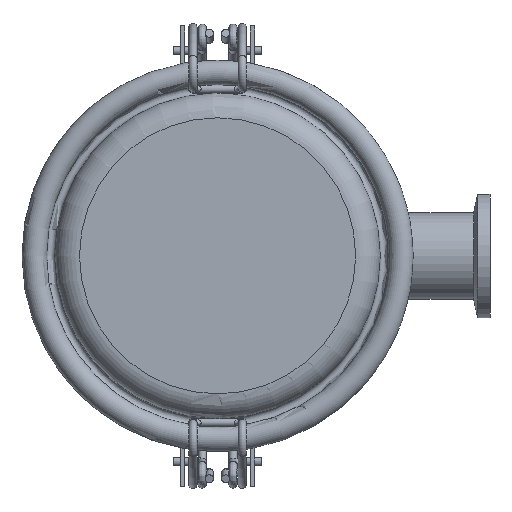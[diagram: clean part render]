
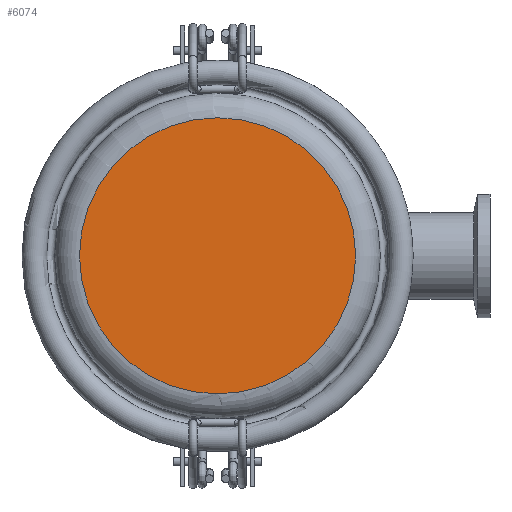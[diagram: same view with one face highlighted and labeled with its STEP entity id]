
A CAD part, top view. The second image highlights one B-rep face of the part: STEP entity #6074.
In plain terms, the highlighted planar face has unit normal (0, 0, 1).
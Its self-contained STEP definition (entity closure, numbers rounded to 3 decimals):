
#2532=CARTESIAN_POINT('',(-33.6,0.,80.7));
#2533=VERTEX_POINT('',#2532);
#2534=CARTESIAN_POINT('',(0.,0.,80.7));
#2535=DIRECTION('',(0.0,0.0,-1.0));
#2536=DIRECTION('',(-1.0,0.0,0.0));
#2537=AXIS2_PLACEMENT_3D('',#2534,#2535,#2536);
#2538=CIRCLE('',#2537,33.6);
#2539=EDGE_CURVE('',#2533,#2533,#2538,.T.);
#6066=CARTESIAN_POINT('',(-16.8,0.,80.7));
#6067=DIRECTION('',(0.0,0.0,1.0));
#6068=DIRECTION('',(1.0,0.0,0.0));
#6069=AXIS2_PLACEMENT_3D('',#6066,#6067,#6068);
#6070=PLANE('',#6069);
#6071=ORIENTED_EDGE('',*,*,#2539,.F.);
#6072=EDGE_LOOP('',(#6071));
#6073=FACE_OUTER_BOUND('',#6072,.T.);
#6074=ADVANCED_FACE('',(#6073),#6070,.T.);
